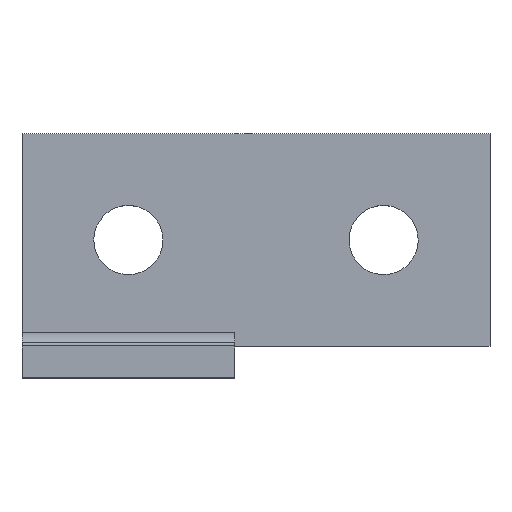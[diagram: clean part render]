
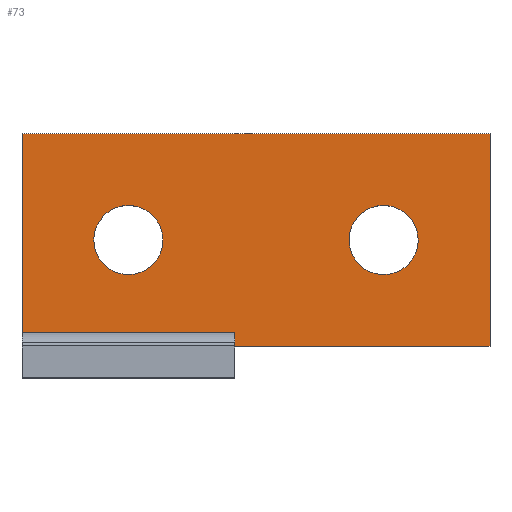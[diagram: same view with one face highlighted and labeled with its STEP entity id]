
A CAD part, top view. The second image highlights one B-rep face of the part: STEP entity #73.
In plain terms, the highlighted planar face has unit normal (0, 0, 1).
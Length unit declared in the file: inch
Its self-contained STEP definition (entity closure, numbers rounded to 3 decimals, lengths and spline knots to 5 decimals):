
#73=ADVANCED_FACE('',(#156,#157,#158),#159,.T.);
#156=FACE_BOUND('',#283,.T.);
#157=FACE_BOUND('',#284,.T.);
#158=FACE_OUTER_BOUND('',#285,.T.);
#159=PLANE('',#286);
#283=EDGE_LOOP('',(#472,#473,#474,#475));
#284=EDGE_LOOP('',(#476,#477,#478,#479));
#285=EDGE_LOOP('',(#480,#481,#482,#483,#484,#485));
#286=AXIS2_PLACEMENT_3D('',#486,#487,#488);
#472=ORIENTED_EDGE('',*,*,#636,.F.);
#473=ORIENTED_EDGE('',*,*,#655,.F.);
#474=ORIENTED_EDGE('',*,*,#639,.F.);
#475=ORIENTED_EDGE('',*,*,#632,.F.);
#476=ORIENTED_EDGE('',*,*,#656,.F.);
#477=ORIENTED_EDGE('',*,*,#646,.F.);
#478=ORIENTED_EDGE('',*,*,#657,.F.);
#479=ORIENTED_EDGE('',*,*,#658,.F.);
#480=ORIENTED_EDGE('',*,*,#659,.F.);
#481=ORIENTED_EDGE('',*,*,#599,.T.);
#482=ORIENTED_EDGE('',*,*,#660,.F.);
#483=ORIENTED_EDGE('',*,*,#607,.F.);
#484=ORIENTED_EDGE('',*,*,#661,.F.);
#485=ORIENTED_EDGE('',*,*,#662,.F.);
#486=CARTESIAN_POINT('',(1.34152,0.7522,0.1875));
#487=DIRECTION('',(0.0,0.0,1.0));
#488=DIRECTION('',(1.0,0.0,0.0));
#599=EDGE_CURVE('',#702,#700,#703,.T.);
#607=EDGE_CURVE('',#716,#717,#718,.T.);
#632=EDGE_CURVE('',#758,#759,#760,.T.);
#636=EDGE_CURVE('',#764,#758,#765,.T.);
#639=EDGE_CURVE('',#759,#768,#769,.T.);
#646=EDGE_CURVE('',#778,#779,#780,.T.);
#655=EDGE_CURVE('',#768,#764,#793,.T.);
#656=EDGE_CURVE('',#779,#794,#795,.T.);
#657=EDGE_CURVE('',#796,#778,#797,.T.);
#658=EDGE_CURVE('',#794,#796,#798,.T.);
#659=EDGE_CURVE('',#702,#799,#800,.T.);
#660=EDGE_CURVE('',#717,#700,#801,.T.);
#661=EDGE_CURVE('',#802,#716,#803,.T.);
#662=EDGE_CURVE('',#799,#802,#804,.T.);
#700=VERTEX_POINT('',#848);
#702=VERTEX_POINT('',#851);
#703=LINE('',#852,#853);
#716=VERTEX_POINT('',#869);
#717=VERTEX_POINT('',#870);
#718=LINE('',#871,#872);
#758=VERTEX_POINT('',#946);
#759=VERTEX_POINT('',#947);
#760=B_SPLINE_CURVE_WITH_KNOTS('',3,(#948,#949,#950,#951),.UNSPECIFIED.,.F.,.F.,(4,4),(0.0,1.0),.UNSPECIFIED.);
#764=VERTEX_POINT('',#957);
#765=B_SPLINE_CURVE_WITH_KNOTS('',3,(#958,#959,#960,#961),.UNSPECIFIED.,.F.,.F.,(4,4),(0.0,1.0),.UNSPECIFIED.);
#768=VERTEX_POINT('',#965);
#769=B_SPLINE_CURVE_WITH_KNOTS('',3,(#966,#967,#968,#969),.UNSPECIFIED.,.F.,.F.,(4,4),(0.0,1.0),.UNSPECIFIED.);
#778=VERTEX_POINT('',#982);
#779=VERTEX_POINT('',#983);
#780=B_SPLINE_CURVE_WITH_KNOTS('',3,(#984,#985,#986,#987),.UNSPECIFIED.,.F.,.F.,(4,4),(0.0,1.0),.UNSPECIFIED.);
#793=B_SPLINE_CURVE_WITH_KNOTS('',3,(#1010,#1011,#1012,#1013),.UNSPECIFIED.,.F.,.F.,(4,4),(0.0,1.0),.UNSPECIFIED.);
#794=VERTEX_POINT('',#1014);
#795=B_SPLINE_CURVE_WITH_KNOTS('',3,(#1015,#1016,#1017,#1018),.UNSPECIFIED.,.F.,.F.,(4,4),(0.0,1.0),.UNSPECIFIED.);
#796=VERTEX_POINT('',#1019);
#797=B_SPLINE_CURVE_WITH_KNOTS('',3,(#1020,#1021,#1022,#1023),.UNSPECIFIED.,.F.,.F.,(4,4),(0.0,1.0),.UNSPECIFIED.);
#798=B_SPLINE_CURVE_WITH_KNOTS('',3,(#1024,#1025,#1026,#1027),.UNSPECIFIED.,.F.,.F.,(4,4),(0.0,1.0),.UNSPECIFIED.);
#799=VERTEX_POINT('',#1028);
#800=LINE('',#1029,#1030);
#801=LINE('',#1031,#1032);
#802=VERTEX_POINT('',#1033);
#803=LINE('',#1034,#1035);
#804=LINE('',#1036,#1037);
#848=CARTESIAN_POINT('',(1.24975,0.18747,0.1875));
#851=CARTESIAN_POINT('',(1.24975,0.26747,0.1875));
#852=CARTESIAN_POINT('',(1.24975,0.42297,0.1875));
#853=VECTOR('',#1105,1.0);
#869=CARTESIAN_POINT('',(2.75022,1.43722,0.1875));
#870=CARTESIAN_POINT('',(2.75022,0.18747,0.1875));
#871=CARTESIAN_POINT('',(2.75022,1.43722,0.1875));
#872=VECTOR('',#1118,1.0);
#946=CARTESIAN_POINT('',(2.12495,1.01542,0.1875));
#947=CARTESIAN_POINT('',(1.92187,0.81234,0.1875));
#948=CARTESIAN_POINT('',(2.12495,1.01542,0.1875));
#949=CARTESIAN_POINT('',(2.0128,1.01542,0.1875));
#950=CARTESIAN_POINT('',(1.92187,0.9245,0.1875));
#951=CARTESIAN_POINT('',(1.92187,0.81234,0.1875));
#957=CARTESIAN_POINT('',(2.32804,0.81234,0.1875));
#958=CARTESIAN_POINT('',(2.32804,0.81234,0.1875));
#959=CARTESIAN_POINT('',(2.32804,0.9245,0.1875));
#960=CARTESIAN_POINT('',(2.23711,1.01542,0.1875));
#961=CARTESIAN_POINT('',(2.12495,1.01542,0.1875));
#965=CARTESIAN_POINT('',(2.12495,0.60927,0.1875));
#966=CARTESIAN_POINT('',(1.92187,0.81234,0.1875));
#967=CARTESIAN_POINT('',(1.92187,0.70018,0.1875));
#968=CARTESIAN_POINT('',(2.0128,0.60927,0.1875));
#969=CARTESIAN_POINT('',(2.12495,0.60927,0.1875));
#982=CARTESIAN_POINT('',(0.62526,0.60927,0.1875));
#983=CARTESIAN_POINT('',(0.82835,0.81234,0.1875));
#984=CARTESIAN_POINT('',(0.62526,0.60927,0.1875));
#985=CARTESIAN_POINT('',(0.73743,0.60927,0.1875));
#986=CARTESIAN_POINT('',(0.82835,0.70018,0.1875));
#987=CARTESIAN_POINT('',(0.82835,0.81234,0.1875));
#1010=CARTESIAN_POINT('',(2.12495,0.60927,0.1875));
#1011=CARTESIAN_POINT('',(2.23711,0.60927,0.1875));
#1012=CARTESIAN_POINT('',(2.32804,0.70018,0.1875));
#1013=CARTESIAN_POINT('',(2.32804,0.81234,0.1875));
#1014=CARTESIAN_POINT('',(0.62526,1.01542,0.1875));
#1015=CARTESIAN_POINT('',(0.82835,0.81234,0.1875));
#1016=CARTESIAN_POINT('',(0.82835,0.9245,0.1875));
#1017=CARTESIAN_POINT('',(0.73743,1.01542,0.1875));
#1018=CARTESIAN_POINT('',(0.62526,1.01542,0.1875));
#1019=CARTESIAN_POINT('',(0.42218,0.81234,0.1875));
#1020=CARTESIAN_POINT('',(0.42218,0.81234,0.1875));
#1021=CARTESIAN_POINT('',(0.42218,0.70018,0.1875));
#1022=CARTESIAN_POINT('',(0.5131,0.60927,0.1875));
#1023=CARTESIAN_POINT('',(0.62526,0.60927,0.1875));
#1024=CARTESIAN_POINT('',(0.62526,1.01542,0.1875));
#1025=CARTESIAN_POINT('',(0.5131,1.01542,0.1875));
#1026=CARTESIAN_POINT('',(0.42218,0.9245,0.1875));
#1027=CARTESIAN_POINT('',(0.42218,0.81234,0.1875));
#1028=CARTESIAN_POINT('',(0.0,0.26747,0.1875));
#1029=CARTESIAN_POINT('',(0.9832,0.26747,0.1875));
#1030=VECTOR('',#1146,1.0);
#1031=CARTESIAN_POINT('',(2.75022,0.18747,0.1875));
#1032=VECTOR('',#1147,1.0);
#1033=CARTESIAN_POINT('',(0.0,1.43722,0.1875));
#1034=CARTESIAN_POINT('',(0.0,1.43722,0.1875));
#1035=VECTOR('',#1148,1.0);
#1036=CARTESIAN_POINT('',(0.0,0.18747,0.1875));
#1037=VECTOR('',#1149,1.0);
#1105=DIRECTION('',(0.0,-1.0,0.0));
#1118=DIRECTION('',(0.0,-1.0,0.0));
#1146=DIRECTION('',(-1.0,0.0,0.0));
#1147=DIRECTION('',(-1.0,0.0,0.0));
#1148=DIRECTION('',(1.0,0.0,0.0));
#1149=DIRECTION('',(0.0,1.0,0.0));
